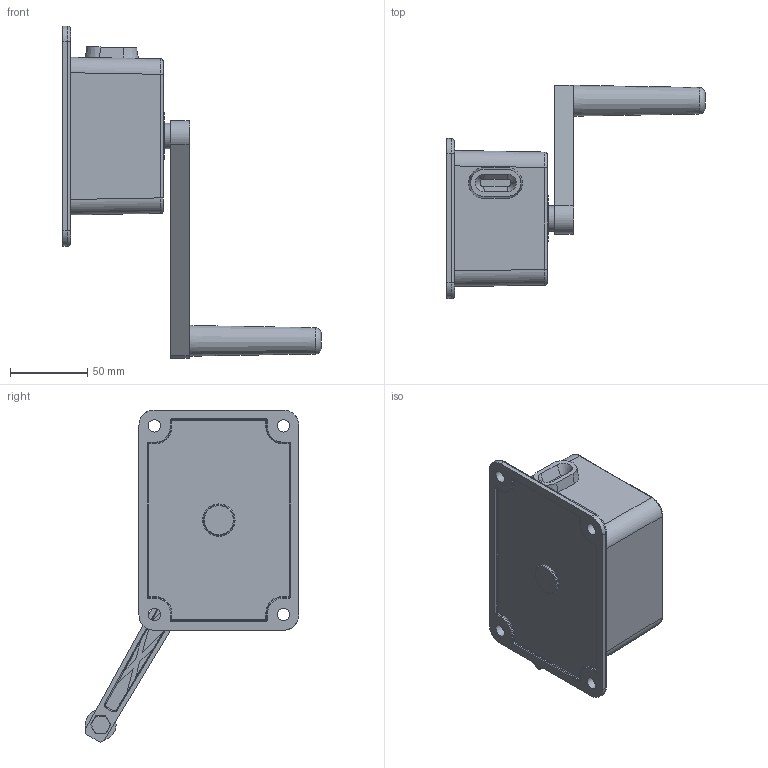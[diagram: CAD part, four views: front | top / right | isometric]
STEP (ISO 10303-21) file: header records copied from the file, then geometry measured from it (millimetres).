
FILE_DESCRIPTION(('STEP AP214'),'1');
FILE_NAME('PMH Vinsch WA50.stp','2013-06-28T12:10:23',(' '),(' '),'Spatial InterOp 3D',' ',' ');
FILE_SCHEMA(('automotive_design'));
Length unit declared in the file: millimetre
Products named in the file (3): PMH Vinsch WA50; 1; 2
Assembly tree (2 placements, depth 2):
  PMH Vinsch WA50
    1
    2
Bounding box: 167.24 x 138.26 x 214.84 mm (x, y, z)
Volume: 616058 mm3; surface area: 75538.6 mm2
Topology: 2 solids, 2 shells, 256 faces, 611 edges, 373 vertices
Faces by surface type: plane 107, cylinder 77, bspline 48, torus 14, cone 6, extrusion 4
Full cylindrical faces by diameter (mm): 8 x4, 16.5 x1, 18.5 x1, 30 x1
Entity records: 14631 total; most frequent: CARTESIAN_POINT 6998, ORIENTED_EDGE 1196, DIRECTION 1009, EDGE_CURVE 598, VERTEX_POINT 372, AXIS2_PLACEMENT_3D 337, VECTOR 335, LINE 331
